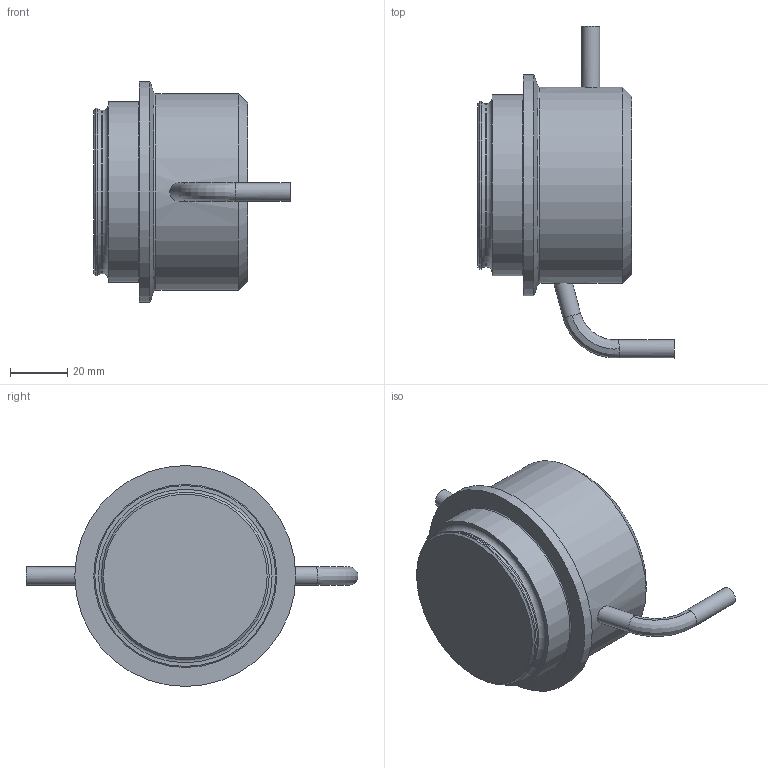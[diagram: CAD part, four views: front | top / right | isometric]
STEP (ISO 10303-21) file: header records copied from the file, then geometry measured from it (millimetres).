
FILE_DESCRIPTION(/* description */ (''),/* implementation_level */ '2;1');
FILE_NAME(/* name */ '117728.STEP',/* time_stamp */ '2021-04-28T11:51:36-05:00',/* author */ ('FA67NH'),/* organization */ (''),/* preprocessor_version */ 'ST-DEVELOPER v18.1',/* originating_system */ 'Autodesk Inventor 2020',/* authorisation */ '');
FILE_SCHEMA (('AUTOMOTIVE_DESIGN { 1 0 10303 214 3 1 1 }'));
Length unit declared in the file: inch
Products named in the file (1): 117728
Bounding box: 68.83 x 116.38 x 77.47 mm (x, y, z)
Volume: 194380.5 mm3; surface area: 21510.8 mm2
Topology: 1 solids, 1 shells, 23 faces, 57 edges, 40 vertices
Faces by surface type: cylinder 8, plane 6, torus 4, cone 3, bspline 2
Full cylindrical faces by diameter (mm): 6.35 x3, 57.277 x1, 58.776 x1, 63.398 x1, 68.783 x1, 77.47 x1
Entity records: 1026 total; most frequent: CARTESIAN_POINT 402, DIRECTION 137, ORIENTED_EDGE 114, AXIS2_PLACEMENT_3D 63, EDGE_CURVE 57, VERTEX_POINT 40, CIRCLE 39, EDGE_LOOP 27
